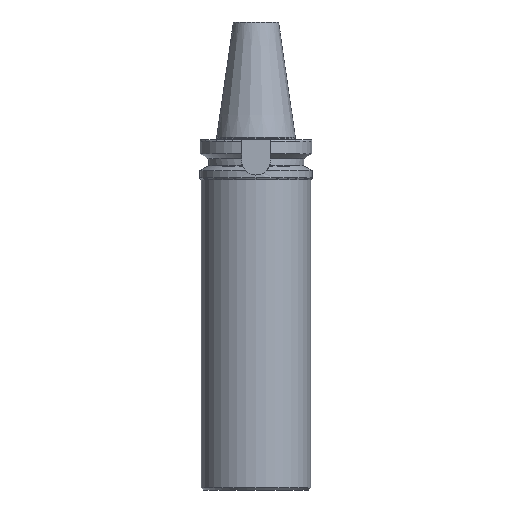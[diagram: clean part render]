
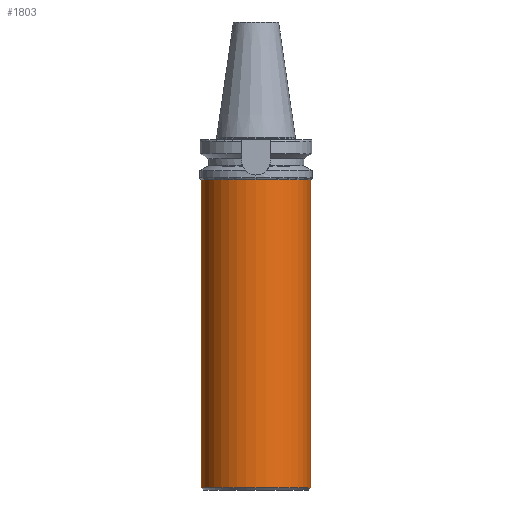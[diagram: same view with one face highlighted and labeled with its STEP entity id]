
A CAD part, left-side view. The second image highlights one B-rep face of the part: STEP entity #1803.
In plain terms, the highlighted cylindrical face has radius 48.75 mm (diameter 97.5 mm), a partial arc.
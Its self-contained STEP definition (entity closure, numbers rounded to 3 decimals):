
#489=CARTESIAN_POINT('',(0,0,-0.854));
#490=DIRECTION('',(0,0,-1));
#491=DIRECTION('',(0,-1,0));
#492=AXIS2_PLACEMENT_3D('',#489,#490,#491);
#494=DIRECTION('',(0.,0,1));
#495=VECTOR('',#494,274.146);
#496=CARTESIAN_POINT('',(0.,-48.75,-275));
#497=LINE('',#496,#495);
#498=CARTESIAN_POINT('',(0,0,-275));
#499=DIRECTION('',(0,0,1));
#500=DIRECTION('',(0,1,0));
#501=AXIS2_PLACEMENT_3D('',#498,#499,#500);
#503=DIRECTION('',(0.,0,1));
#504=VECTOR('',#503,274.146);
#505=CARTESIAN_POINT('',(0.,48.75,-275));
#506=LINE('',#505,#504);
#1077=CARTESIAN_POINT('',(0,48.75,-275));
#1078=CARTESIAN_POINT('',(0.,-48.75,-275));
#1079=VERTEX_POINT('',#1077);
#1080=VERTEX_POINT('',#1078);
#1093=CARTESIAN_POINT('',(0.,-48.75,-0.854));
#1094=CARTESIAN_POINT('',(0,48.75,-0.854));
#1095=VERTEX_POINT('',#1093);
#1096=VERTEX_POINT('',#1094);
#1791=CARTESIAN_POINT('',(0,0,13.85));
#1792=DIRECTION('',(0,0,-1));
#1793=DIRECTION('',(0,-1,0));
#1794=AXIS2_PLACEMENT_3D('',#1791,#1792,#1793);
#1795=CYLINDRICAL_SURFACE('',#1794,48.75);
#1796=ORIENTED_EDGE('',*,*,#1728,.F.);
#1797=ORIENTED_EDGE('',*,*,#1786,.F.);
#1799=ORIENTED_EDGE('',*,*,#1798,.F.);
#1800=ORIENTED_EDGE('',*,*,#1782,.T.);
#1801=EDGE_LOOP('',(#1796,#1797,#1799,#1800));
#1802=FACE_OUTER_BOUND('',#1801,.F.);
#1803=ADVANCED_FACE('',(#1802),#1795,.T.);
#493=CIRCLE('',#492,48.75);
#502=CIRCLE('',#501,48.75);
#1728=EDGE_CURVE('',#1095,#1096,#493,.T.);
#1782=EDGE_CURVE('',#1079,#1096,#506,.T.);
#1786=EDGE_CURVE('',#1080,#1095,#497,.T.);
#1798=EDGE_CURVE('',#1079,#1080,#502,.T.);
